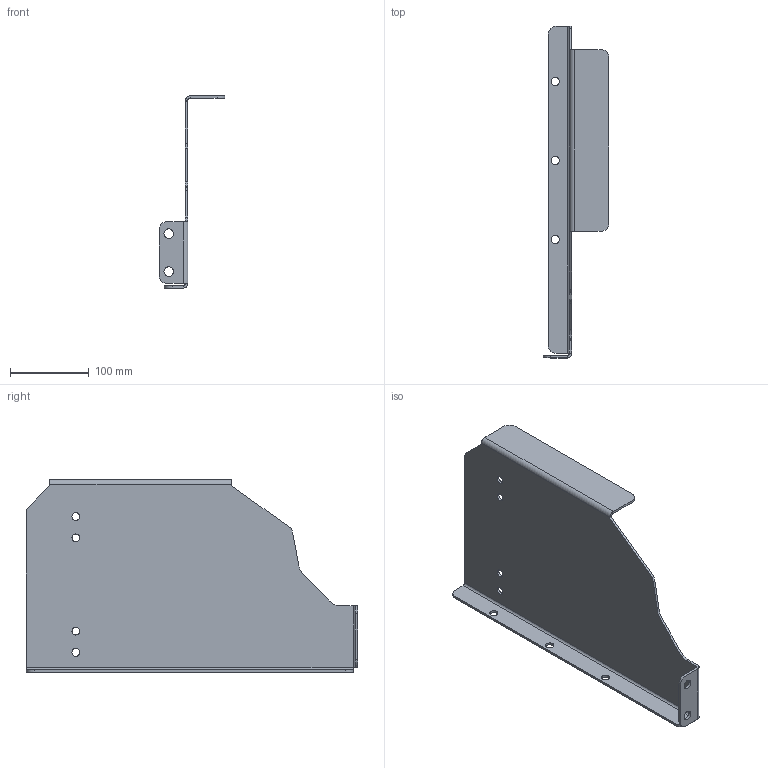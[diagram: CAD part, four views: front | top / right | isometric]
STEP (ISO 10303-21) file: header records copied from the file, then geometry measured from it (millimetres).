
FILE_DESCRIPTION (( 'STEP AP214' ), '1' );
FILE_NAME ('MirrorBigCanisterWall.STEP', '2024-10-09T10:45:44', ( '' ), ( '' ), 'SwSTEP 2.0', 'SolidWorks 2024', '' );
FILE_SCHEMA (( 'AUTOMOTIVE_DESIGN' ));
Length unit declared in the file: millimetre
Products named in the file (1): MirrorBigCanisterWall
Bounding box: 83.5 x 420 x 243.5 mm (x, y, z)
Volume: 328583 mm3; surface area: 224195.2 mm2
Topology: 1 solids, 1 shells, 69 faces, 177 edges, 110 vertices
Faces by surface type: cylinder 36, plane 31, bspline 2
Entity records: 2162 total; most frequent: CARTESIAN_POINT 383, DIRECTION 381, ORIENTED_EDGE 354, EDGE_CURVE 177, AXIS2_PLACEMENT_3D 140, VERTEX_POINT 110, LINE 101, VECTOR 101
